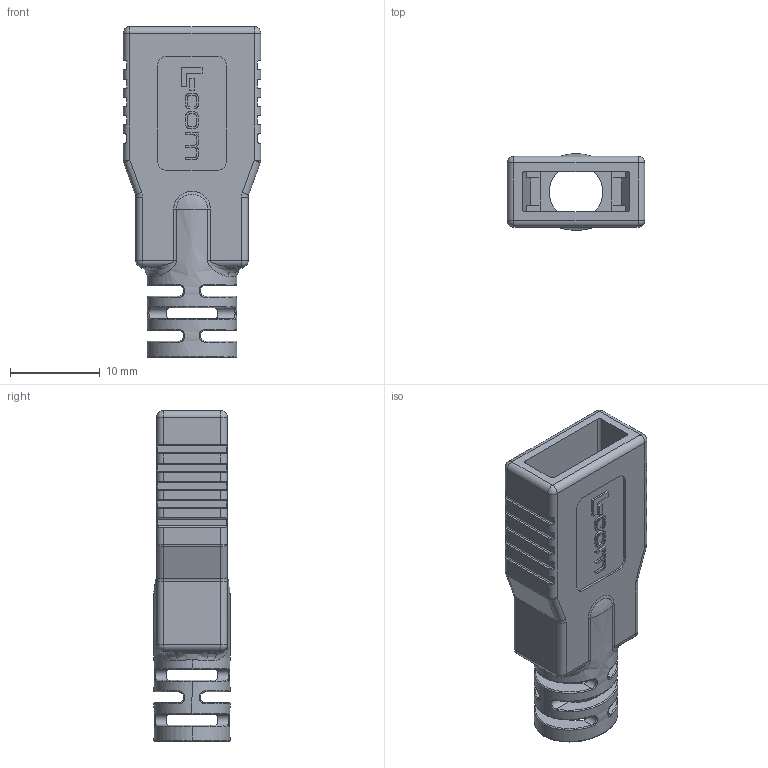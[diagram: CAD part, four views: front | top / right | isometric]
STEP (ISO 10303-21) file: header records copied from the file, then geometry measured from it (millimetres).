
FILE_DESCRIPTION (( 'STEP AP214' ), '1' );
FILE_NAME ('USBHD3-A-Z_3D.step', '2024-12-06T18:08:41', ( '' ), ( '' ), 'SwSTEP 2.0', 'SolidWorks 2022', '' );
FILE_SCHEMA (( 'AUTOMOTIVE_DESIGN' ));
Length unit declared in the file: millimetre
Products named in the file (1): USBHD3-A-Z_3D
Bounding box: 15.3 x 8.5 x 36.8 mm (x, y, z)
Volume: 1792.5 mm3; surface area: 2771.4 mm2
Topology: 1 solids, 1 shells, 380 faces, 1043 edges, 656 vertices
Faces by surface type: plane 188, bspline 91, cylinder 83, sphere 12, torus 6
Entity records: 16807 total; most frequent: CARTESIAN_POINT 7783, ORIENTED_EDGE 2062, DIRECTION 1571, EDGE_CURVE 1031, VERTEX_POINT 656, LINE 591, VECTOR 591, AXIS2_PLACEMENT_3D 490
